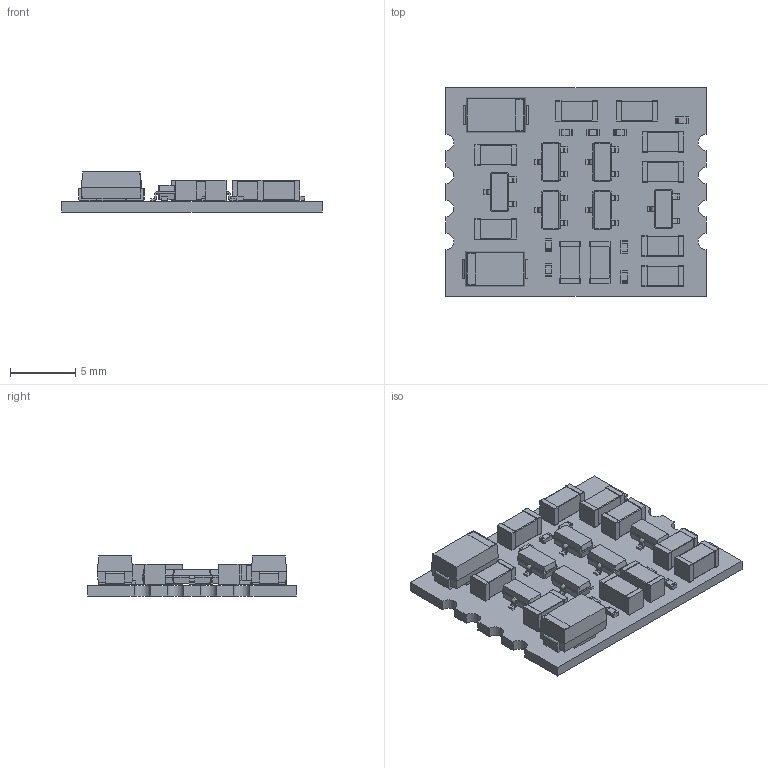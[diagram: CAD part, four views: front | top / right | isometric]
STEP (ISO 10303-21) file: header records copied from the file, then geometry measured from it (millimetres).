
FILE_DESCRIPTION(('KiCad electronic assembly'),'2;1');
FILE_NAME('cap_multiplier_tile_0.1.X.step','2025-07-20T11:06:27',( 'Pcbnew'),('Kicad'),'Open CASCADE STEP processor 7.6', 'KiCad to STEP converter','Unknown');
FILE_SCHEMA(('AUTOMOTIVE_DESIGN { 1 0 10303 214 1 1 1 1 }'));
Length unit declared in the file: millimetre
Products named in the file (10): cap_multiplier_tile_0.1.X 1; R_0402_1005Metric; C_1206_3216Metric; SOT-23; SOT_23; D_SMA; cap_multiplier_tile_PCB
Assembly tree (31 placements, depth 3):
  cap_multiplier_tile_0.1.X 1
    R_0402_1005Metric  x8
      R_0402_1005Metric
    C_1206_3216Metric  x10
      C_1206_3216Metric
    SOT-23  x6
      SOT_23
    D_SMA  x2
      D_SMA
    cap_multiplier_tile_PCB
Bounding box: 20 x 16 x 3.07 mm (x, y, z)
Volume: 408 mm3; surface area: 1202.2 mm2
Topology: 27 solids, 27 shells, 1048 faces, 2616 edges, 1644 vertices
Faces by surface type: plane 594, cylinder 272, bspline 182
Entity records: 7192 total; most frequent: CARTESIAN_POINT 1194, ORIENTED_EDGE 972, DIRECTION 896, EDGE_CURVE 486, LINE 344, VECTOR 344, VERTEX_POINT 306, AXIS2_PLACEMENT_3D 276
